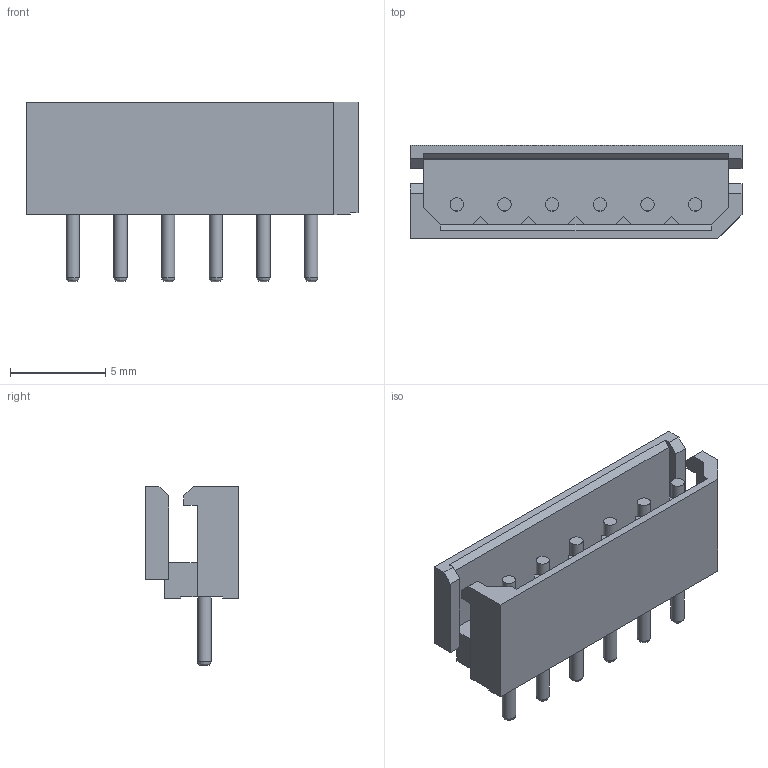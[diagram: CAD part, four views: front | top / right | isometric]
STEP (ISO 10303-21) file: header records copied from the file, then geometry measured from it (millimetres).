
FILE_DESCRIPTION(('FreeCAD Model'),'2;1');
FILE_NAME('Open CASCADE Shape Model','2024-03-28T15:42:19',(''),(''), 'Open CASCADE STEP processor 7.6','FreeCAD','Unknown');
FILE_SCHEMA(('AUTOMOTIVE_DESIGN { 1 0 10303 214 1 1 1 1 }'));
Length unit declared in the file: millimetre
Products named in the file (1): 22035065wbm000_01
Bounding box: 17.4 x 4.9 x 9.4 mm (x, y, z)
Volume: 265.3 mm3; surface area: 662.4 mm2
Topology: 1 solids, 1 shells, 88 faces, 222 edges, 148 vertices
Faces by surface type: plane 70, cylinder 12, bspline 6
Full cylindrical faces by diameter (mm): 0.7 x12
Entity records: 2776 total; most frequent: CARTESIAN_POINT 651, ORIENTED_EDGE 444, DIRECTION 412, EDGE_CURVE 222, LINE 162, VECTOR 162, VERTEX_POINT 148, AXIS2_PLACEMENT_3D 125
